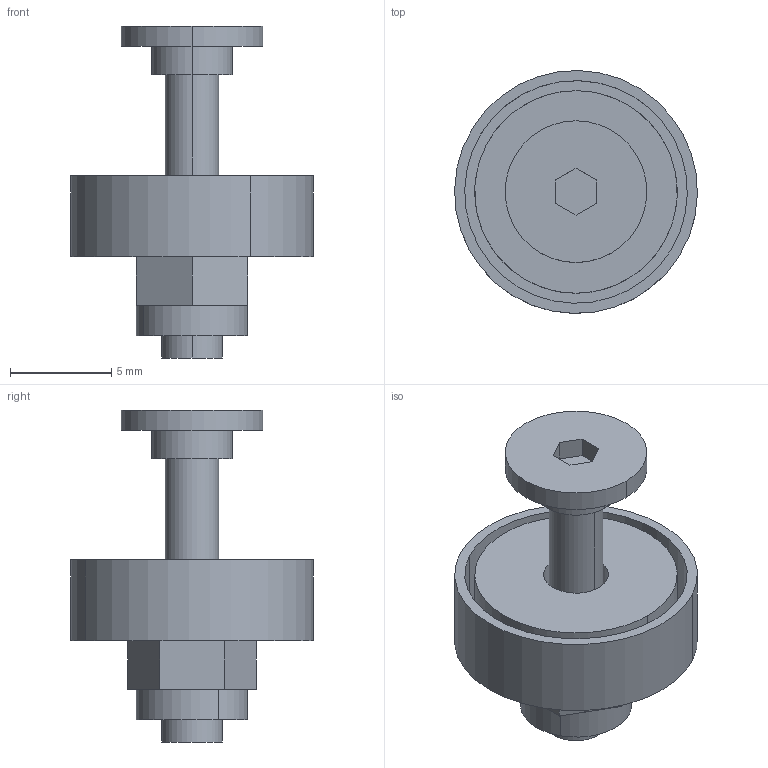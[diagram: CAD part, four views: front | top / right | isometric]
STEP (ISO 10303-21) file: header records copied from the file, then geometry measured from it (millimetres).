
FILE_DESCRIPTION(('CATIA V5 STEP Exchange','CAx-IF Rec.Pracs.--- Model Styling and Organization---1.4--- 2014-01-23'),'2;1');
FILE_NAME ('D1452118_0_1463490000_1463490000.stp','2019-07-02T13:39:01+00:00',('none'),('Weidmueller'),'CATIA Version 5-6 Release 2016 SP3 HF44','CATIA V5 STEP AP214','none');
FILE_SCHEMA(('AUTOMOTIVE_DESIGN { 1 0 10303 214 1 1 1 1 }'));
Length unit declared in the file: millimetre
Products named in the file (1): 1463490000_SD_FIXING_SET_POK
Bounding box: 12 x 12 x 16.4 mm (x, y, z)
Volume: 581.8 mm3; surface area: 888 mm2
Topology: 1 solids, 1 shells, 48 faces, 102 edges, 68 vertices
Faces by surface type: plane 26, cylinder 22
Entity records: 1251 total; most frequent: CARTESIAN_POINT 235, ORIENTED_EDGE 204, DIRECTION 172, EDGE_CURVE 102, AXIS2_PLACEMENT_3D 79, VERTEX_POINT 68, EDGE_LOOP 60, VECTOR 58
